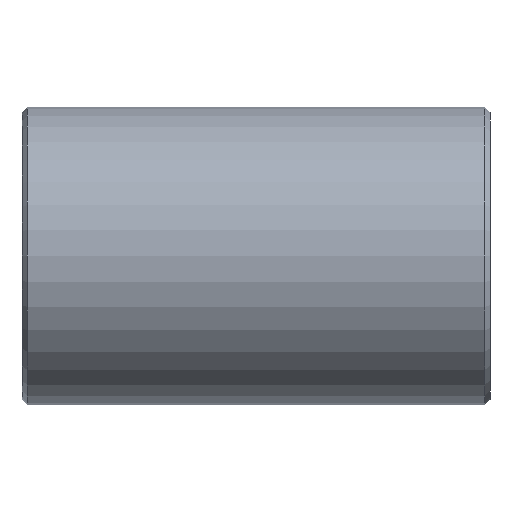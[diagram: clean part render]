
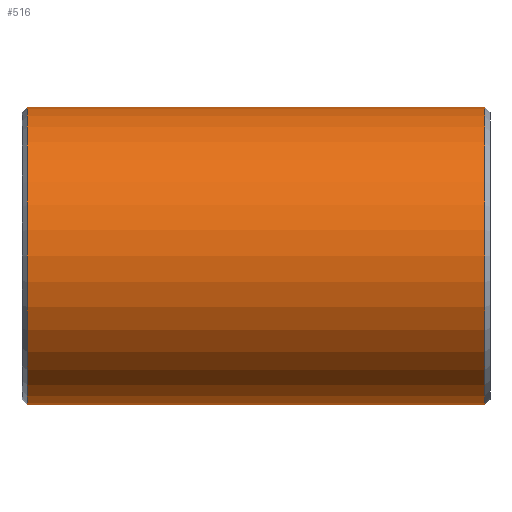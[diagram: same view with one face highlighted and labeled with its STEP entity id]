
A CAD part, front view. The second image highlights one B-rep face of the part: STEP entity #516.
In plain terms, the highlighted cylindrical face has radius 177.8 mm (diameter 355.6 mm), a partial arc.
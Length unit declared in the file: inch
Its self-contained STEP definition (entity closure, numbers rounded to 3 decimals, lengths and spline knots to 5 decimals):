
#2 = CIRCLE ( 'NONE', #539, 7. ) ;
#49 = ORIENTED_EDGE ( 'NONE', *, *, #692, .T. ) ;
#114 = ORIENTED_EDGE ( 'NONE', *, *, #243, .F. ) ;
#119 = VERTEX_POINT ( 'NONE', #842 ) ;
#181 = CARTESIAN_POINT ( 'NONE',  ( -10.75, 0., 7. ) ) ;
#182 = AXIS2_PLACEMENT_3D ( 'NONE', #294, #210, #436 ) ;
#185 = CARTESIAN_POINT ( 'NONE',  ( 11., 0., -7. ) ) ;
#189 = DIRECTION ( 'NONE',  ( 1., 0., 0. ) ) ;
#210 = DIRECTION ( 'NONE',  ( -1., 0., 0. ) ) ;
#243 = EDGE_CURVE ( 'NONE', #372, #119, #784, .T. ) ;
#264 = VERTEX_POINT ( 'NONE', #181 ) ;
#294 = CARTESIAN_POINT ( 'NONE',  ( 11., 0., 0. ) ) ;
#372 = VERTEX_POINT ( 'NONE', #473 ) ;
#391 = VECTOR ( 'NONE', #515, 39.37008 ) ;
#427 = DIRECTION ( 'NONE',  ( 0., 0., -1. ) ) ;
#433 = DIRECTION ( 'NONE',  ( -1., 0., 0. ) ) ;
#436 = DIRECTION ( 'NONE',  ( 0., 0., 1. ) ) ;
#473 = CARTESIAN_POINT ( 'NONE',  ( 10.75, 0., -7. ) ) ;
#504 = LINE ( 'NONE', #812, #391 ) ;
#509 = CARTESIAN_POINT ( 'NONE',  ( 10.75, 0., 7. ) ) ;
#515 = DIRECTION ( 'NONE',  ( -1., 0., 0. ) ) ;
#516 = ADVANCED_FACE ( 'NONE', ( #583 ), #890, .T. ) ;
#539 = AXIS2_PLACEMENT_3D ( 'NONE', #885, #189, #702 ) ;
#577 = EDGE_CURVE ( 'NONE', #372, #613, #864, .T. ) ;
#583 = FACE_OUTER_BOUND ( 'NONE', #976, .T. ) ;
#613 = VERTEX_POINT ( 'NONE', #509 ) ;
#619 = ORIENTED_EDGE ( 'NONE', *, *, #796, .T. ) ;
#692 = EDGE_CURVE ( 'NONE', #613, #264, #504, .T. ) ;
#702 = DIRECTION ( 'NONE',  ( 0., 0., 1. ) ) ;
#726 = CARTESIAN_POINT ( 'NONE',  ( 10.75, 0., 0. ) ) ;
#753 = AXIS2_PLACEMENT_3D ( 'NONE', #726, #433, #427 ) ;
#784 = LINE ( 'NONE', #185, #990 ) ;
#790 = ORIENTED_EDGE ( 'NONE', *, *, #577, .T. ) ;
#796 = EDGE_CURVE ( 'NONE', #264, #119, #2, .T. ) ;
#812 = CARTESIAN_POINT ( 'NONE',  ( 11., 0., 7. ) ) ;
#842 = CARTESIAN_POINT ( 'NONE',  ( -10.75, 0., -7. ) ) ;
#864 = CIRCLE ( 'NONE', #753, 7. ) ;
#885 = CARTESIAN_POINT ( 'NONE',  ( -10.75, 0., 0. ) ) ;
#890 = CYLINDRICAL_SURFACE ( 'NONE', #182, 7. ) ;
#938 = DIRECTION ( 'NONE',  ( -1., 0., 0. ) ) ;
#976 = EDGE_LOOP ( 'NONE', ( #114, #790, #49, #619 ) ) ;
#990 = VECTOR ( 'NONE', #938, 39.37008 ) ;
